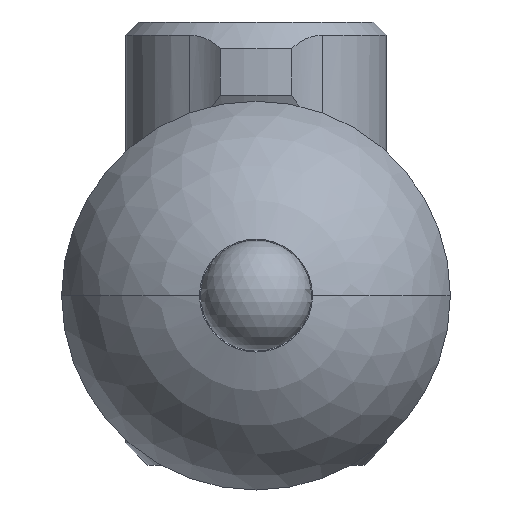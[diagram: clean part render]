
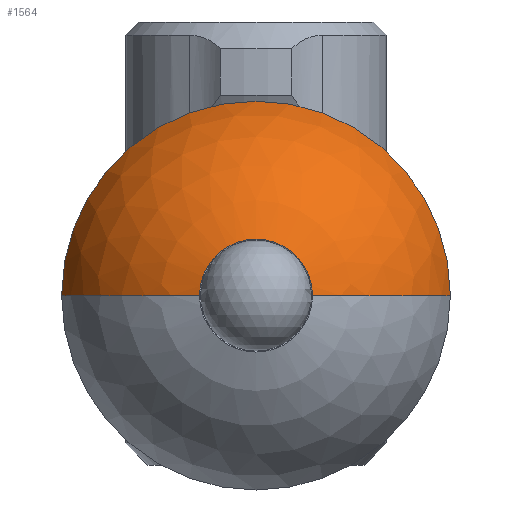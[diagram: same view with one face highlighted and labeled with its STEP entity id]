
A CAD part, left-side view. The second image highlights one B-rep face of the part: STEP entity #1564.
In plain terms, the highlighted spherical face has radius 9 mm.
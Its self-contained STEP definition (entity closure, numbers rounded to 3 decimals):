
#1512=CARTESIAN_POINT('',(-2.55,-20.,-20.));
#1513=DIRECTION('',(1.0,0.0,0.0));
#1514=DIRECTION('',(0.0,-1.0,0.0));
#1515=AXIS2_PLACEMENT_3D('',#1512,#1513,#1514);
#1516=SPHERICAL_SURFACE('',#1515,9.0);
#1517=CARTESIAN_POINT('',(-4.55,-28.775,-20.));
#1518=VERTEX_POINT('',#1517);
#1519=CARTESIAN_POINT('',(-11.181,-22.55,-20.));
#1520=VERTEX_POINT('',#1519);
#1521=CARTESIAN_POINT('',(-2.55,-20.,-20.));
#1522=DIRECTION('',(0.0,0.0,-1.0));
#1523=DIRECTION('',(0.0,-1.0,0.0));
#1524=AXIS2_PLACEMENT_3D('',#1521,#1522,#1523);
#1525=CIRCLE('',#1524,9.0);
#1526=EDGE_CURVE('',#1518,#1520,#1525,.T.);
#1527=ORIENTED_EDGE('',*,*,#1526,.F.);
#1528=CARTESIAN_POINT('',(-4.55,-20.,-11.225));
#1529=VERTEX_POINT('',#1528);
#1530=CARTESIAN_POINT('',(-4.55,-20.,-20.));
#1531=DIRECTION('',(-1.0,0.0,0.0));
#1532=DIRECTION('',(0.0,0.0,-1.0));
#1533=AXIS2_PLACEMENT_3D('',#1530,#1531,#1532);
#1534=CIRCLE('',#1533,8.775);
#1535=EDGE_CURVE('',#1518,#1529,#1534,.T.);
#1536=ORIENTED_EDGE('',*,*,#1535,.T.);
#1537=CARTESIAN_POINT('',(-4.55,-11.225,-20.));
#1538=VERTEX_POINT('',#1537);
#1539=CARTESIAN_POINT('',(-4.55,-20.,-20.));
#1540=DIRECTION('',(-1.0,0.0,0.0));
#1541=DIRECTION('',(0.0,0.0,-1.0));
#1542=AXIS2_PLACEMENT_3D('',#1539,#1540,#1541);
#1543=CIRCLE('',#1542,8.775);
#1544=EDGE_CURVE('',#1529,#1538,#1543,.T.);
#1545=ORIENTED_EDGE('',*,*,#1544,.T.);
#1546=CARTESIAN_POINT('',(-11.181,-17.45,-20.));
#1547=VERTEX_POINT('',#1546);
#1548=CARTESIAN_POINT('',(-2.55,-20.,-20.));
#1549=DIRECTION('',(0.0,0.0,1.0));
#1550=DIRECTION('',(0.0,1.0,0.0));
#1551=AXIS2_PLACEMENT_3D('',#1548,#1549,#1550);
#1552=CIRCLE('',#1551,9.0);
#1553=EDGE_CURVE('',#1538,#1547,#1552,.T.);
#1554=ORIENTED_EDGE('',*,*,#1553,.T.);
#1555=CARTESIAN_POINT('',(-11.181,-20.,-20.));
#1556=DIRECTION('',(1.0,0.0,0.0));
#1557=DIRECTION('',(0.0,1.0,0.0));
#1558=AXIS2_PLACEMENT_3D('',#1555,#1556,#1557);
#1559=CIRCLE('',#1558,2.55);
#1560=EDGE_CURVE('',#1547,#1520,#1559,.T.);
#1561=ORIENTED_EDGE('',*,*,#1560,.T.);
#1562=EDGE_LOOP('',(#1527,#1536,#1545,#1554,#1561));
#1563=FACE_OUTER_BOUND('',#1562,.T.);
#1564=ADVANCED_FACE('',(#1563),#1516,.T.);
